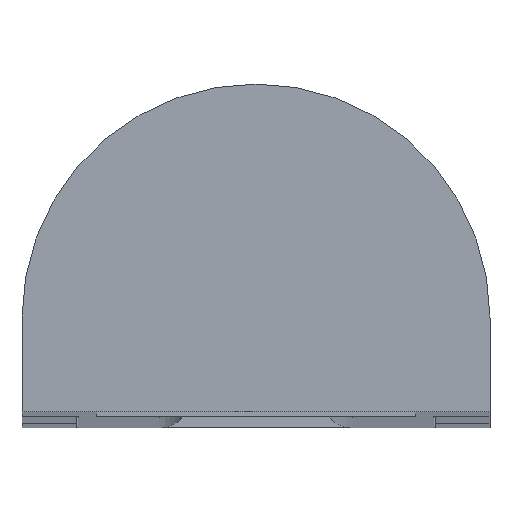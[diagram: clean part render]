
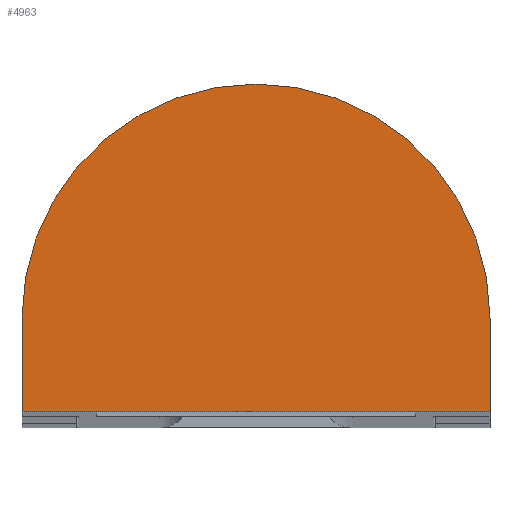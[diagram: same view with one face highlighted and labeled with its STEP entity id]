
A CAD part, top view. The second image highlights one B-rep face of the part: STEP entity #4963.
In plain terms, the highlighted planar face has unit normal (0, 0, 1).
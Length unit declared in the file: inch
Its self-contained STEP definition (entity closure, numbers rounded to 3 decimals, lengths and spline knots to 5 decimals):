
#293=PLANE('',#5332);
#543=FACE_OUTER_BOUND('',#800,.T.);
#800=EDGE_LOOP('',(#4213,#4214,#4215,#4216));
#1089=LINE('',#7476,#1663);
#1250=LINE('',#8115,#1824);
#1251=LINE('',#8117,#1825);
#1663=VECTOR('',#5859,0.3937);
#1824=VECTOR('',#6308,0.3937);
#1825=VECTOR('',#6311,0.3937);
#2095=CIRCLE('',#5329,0.25);
#2320=VERTEX_POINT('',#7473);
#2321=VERTEX_POINT('',#7475);
#2398=VERTEX_POINT('',#8109);
#2399=VERTEX_POINT('',#8111);
#2851=EDGE_CURVE('',#2321,#2320,#1089,.T.);
#3034=EDGE_CURVE('',#2399,#2398,#2095,.T.);
#3036=EDGE_CURVE('',#2320,#2399,#1250,.T.);
#3037=EDGE_CURVE('',#2398,#2321,#1251,.T.);
#4213=ORIENTED_EDGE('',*,*,#3037,.T.);
#4214=ORIENTED_EDGE('',*,*,#2851,.T.);
#4215=ORIENTED_EDGE('',*,*,#3036,.T.);
#4216=ORIENTED_EDGE('',*,*,#3034,.T.);
#4963=ADVANCED_FACE('',(#543),#293,.T.);
#5329=AXIS2_PLACEMENT_3D('',#8112,#6303,#6304);
#5332=AXIS2_PLACEMENT_3D('',#8118,#6312,#6313);
#5859=DIRECTION('',(1.,0.,0.));
#6303=DIRECTION('center_axis',(0.,0.,1.));
#6304=DIRECTION('ref_axis',(1.,0.,0.));
#6308=DIRECTION('',(0.,1.,0.));
#6311=DIRECTION('',(0.,-1.,0.));
#6312=DIRECTION('center_axis',(0.,0.,1.));
#6313=DIRECTION('ref_axis',(1.,0.,0.));
#7473=CARTESIAN_POINT('',(-2.125,0.,3.));
#7475=CARTESIAN_POINT('',(-2.625,0.,3.));
#7476=CARTESIAN_POINT('',(-2.625,0.,3.));
#8109=CARTESIAN_POINT('',(-2.625,0.1,3.));
#8111=CARTESIAN_POINT('',(-2.125,0.1,3.));
#8112=CARTESIAN_POINT('Origin',(-2.375,0.1,3.));
#8115=CARTESIAN_POINT('',(-2.125,0.,3.));
#8117=CARTESIAN_POINT('',(-2.625,0.1,3.));
#8118=CARTESIAN_POINT('Origin',(-2.375,0.175,3.));
